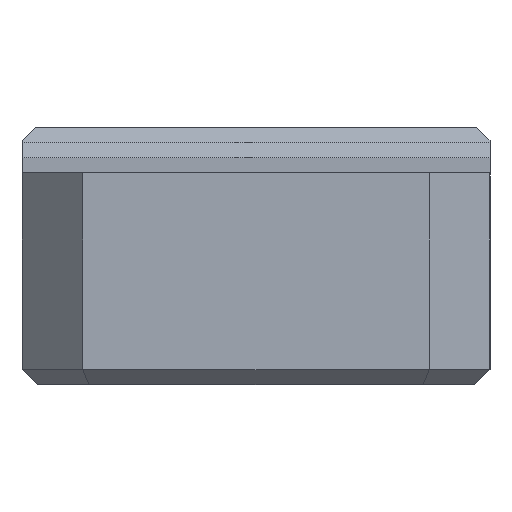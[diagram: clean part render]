
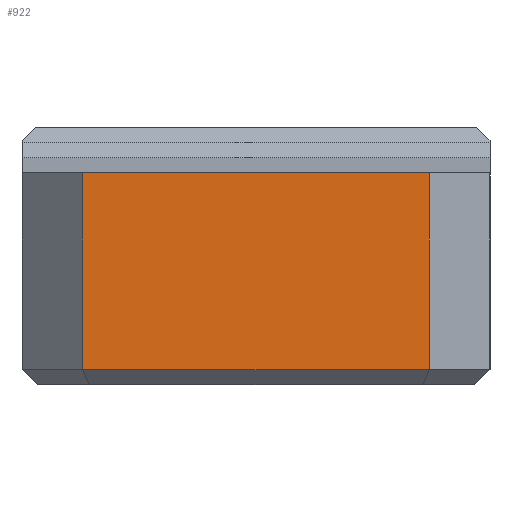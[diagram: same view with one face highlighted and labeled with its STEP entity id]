
A CAD part, front view. The second image highlights one B-rep face of the part: STEP entity #922.
In plain terms, the highlighted planar face has unit normal (0, -1, 0).
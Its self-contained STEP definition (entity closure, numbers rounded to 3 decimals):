
#81=FACE_OUTER_BOUND('',#139,.T.);
#139=EDGE_LOOP('',(#824,#825,#826,#827));
#184=LINE('',#1328,#302);
#210=LINE('',#1382,#328);
#211=LINE('',#1385,#329);
#224=LINE('',#1411,#342);
#302=VECTOR('',#1077,10.);
#328=VECTOR('',#1127,10.);
#329=VECTOR('',#1130,10.);
#342=VECTOR('',#1157,10.);
#410=VERTEX_POINT('',#1321);
#412=VERTEX_POINT('',#1327);
#428=VERTEX_POINT('',#1380);
#429=VERTEX_POINT('',#1384);
#501=EDGE_CURVE('',#410,#412,#184,.T.);
#530=EDGE_CURVE('',#428,#410,#210,.T.);
#531=EDGE_CURVE('',#412,#429,#211,.T.);
#544=EDGE_CURVE('',#429,#428,#224,.T.);
#824=ORIENTED_EDGE('',*,*,#501,.F.);
#825=ORIENTED_EDGE('',*,*,#530,.F.);
#826=ORIENTED_EDGE('',*,*,#544,.F.);
#827=ORIENTED_EDGE('',*,*,#531,.F.);
#873=PLANE('',#1000);
#922=ADVANCED_FACE('',(#81),#873,.T.);
#1000=AXIS2_PLACEMENT_3D('',#1484,#1229,#1230);
#1077=DIRECTION('',(-1.,0.,0.));
#1127=DIRECTION('',(0.,0.,-1.));
#1130=DIRECTION('',(0.,0.,1.));
#1157=DIRECTION('',(1.,0.,0.));
#1229=DIRECTION('center_axis',(0.,-1.,0.));
#1230=DIRECTION('ref_axis',(1.,0.,0.));
#1321=CARTESIAN_POINT('',(5.725,-15.,0.5));
#1327=CARTESIAN_POINT('',(-5.725,-15.,0.5));
#1328=CARTESIAN_POINT('',(-3.863,-15.,0.5));
#1380=CARTESIAN_POINT('',(5.725,-15.,7.));
#1382=CARTESIAN_POINT('',(5.725,-15.,0.));
#1384=CARTESIAN_POINT('',(-5.725,-15.,7.));
#1385=CARTESIAN_POINT('',(-5.725,-15.,0.));
#1411=CARTESIAN_POINT('',(-7.725,-15.,7.));
#1484=CARTESIAN_POINT('Origin',(-7.725,-15.,0.));
